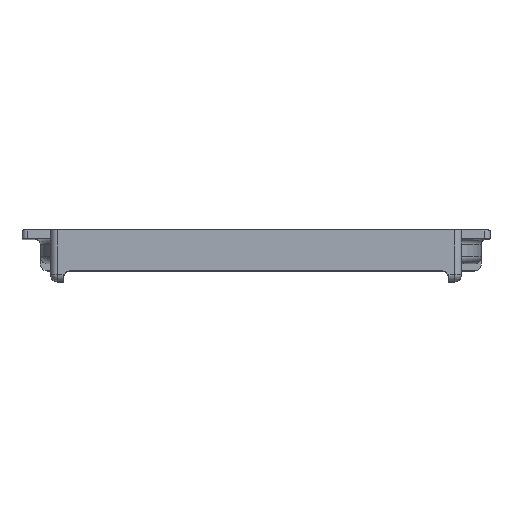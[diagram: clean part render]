
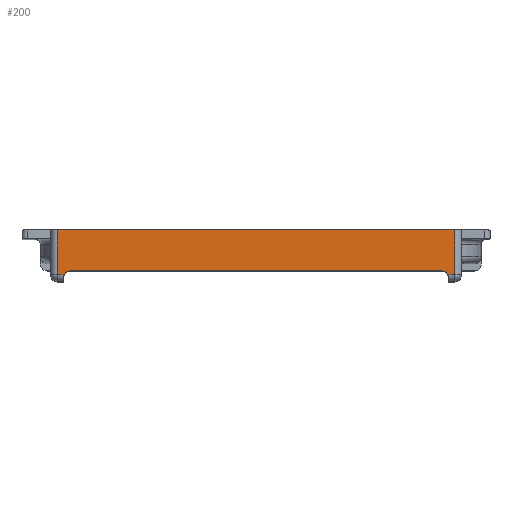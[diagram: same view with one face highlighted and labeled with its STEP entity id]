
A CAD part, top view. The second image highlights one B-rep face of the part: STEP entity #200.
In plain terms, the highlighted planar face has unit normal (0, 0, 1).
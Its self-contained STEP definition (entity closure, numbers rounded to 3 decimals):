
#200=ADVANCED_FACE('',(#548),#549,.F.);
#548=FACE_OUTER_BOUND('',#1055,.T.);
#549=PLANE('',#1056);
#1055=EDGE_LOOP('',(#1759,#1760,#1761,#1762,#1763,#1764,#1765,#1766));
#1056=AXIS2_PLACEMENT_3D('',#1767,#1768,#1769);
#1759=ORIENTED_EDGE('',*,*,#3232,.F.);
#1760=ORIENTED_EDGE('',*,*,#3233,.T.);
#1761=ORIENTED_EDGE('',*,*,#3234,.T.);
#1762=ORIENTED_EDGE('',*,*,#3235,.T.);
#1763=ORIENTED_EDGE('',*,*,#3236,.T.);
#1764=ORIENTED_EDGE('',*,*,#3228,.F.);
#1765=ORIENTED_EDGE('',*,*,#3237,.T.);
#1766=ORIENTED_EDGE('',*,*,#3238,.T.);
#1767=CARTESIAN_POINT('',(-63.824,-292.624,115.53));
#1768=DIRECTION('',(0.,0.0,-1.0));
#1769=DIRECTION('',(1.0,0.0,0.));
#3228=EDGE_CURVE('',#3846,#3848,#3849,.T.);
#3232=EDGE_CURVE('',#3854,#3855,#3856,.T.);
#3233=EDGE_CURVE('',#3854,#3857,#3858,.T.);
#3234=EDGE_CURVE('',#3857,#3859,#3860,.F.);
#3235=EDGE_CURVE('',#3859,#3861,#3862,.T.);
#3236=EDGE_CURVE('',#3861,#3848,#3863,.T.);
#3237=EDGE_CURVE('',#3846,#3864,#3865,.F.);
#3238=EDGE_CURVE('',#3864,#3855,#3866,.T.);
#3846=VERTEX_POINT('',#4725);
#3848=VERTEX_POINT('',#4727);
#3849=LINE('',#4728,#4729);
#3854=VERTEX_POINT('',#4735);
#3855=VERTEX_POINT('',#4736);
#3856=LINE('',#4737,#4738);
#3857=VERTEX_POINT('',#4739);
#3858=CIRCLE('',#4740,2.0);
#3859=VERTEX_POINT('',#4741);
#3860=LINE('',#4742,#4743);
#3861=VERTEX_POINT('',#4744);
#3862=LINE('',#4745,#4746);
#3863=LINE('',#4747,#4748);
#3864=VERTEX_POINT('',#4749);
#3865=LINE('',#4750,#4751);
#3866=CIRCLE('',#4752,2.0);
#4725=CARTESIAN_POINT('',(-176.224,-302.624,115.53));
#4727=CARTESIAN_POINT('',(-176.224,-290.124,115.53));
#4728=CARTESIAN_POINT('',(-176.224,-292.624,115.53));
#4729=VECTOR('',#5949,1.0);
#4735=CARTESIAN_POINT('',(-67.524,-301.624,115.53));
#4736=CARTESIAN_POINT('',(-172.524,-301.624,115.53));
#4737=CARTESIAN_POINT('',(-63.824,-301.624,115.53));
#4738=VECTOR('',#5954,1.0);
#4739=CARTESIAN_POINT('',(-65.792,-302.624,115.53));
#4740=AXIS2_PLACEMENT_3D('',#5955,#5956,#5957);
#4741=CARTESIAN_POINT('',(-63.824,-302.624,115.53));
#4742=CARTESIAN_POINT('',(-63.824,-302.624,115.53));
#4743=VECTOR('',#5958,1.0);
#4744=CARTESIAN_POINT('',(-63.824,-290.124,115.53));
#4745=CARTESIAN_POINT('',(-63.824,-292.624,115.53));
#4746=VECTOR('',#5959,1.0);
#4747=CARTESIAN_POINT('',(-63.824,-290.124,115.53));
#4748=VECTOR('',#5960,1.0);
#4749=CARTESIAN_POINT('',(-174.256,-302.624,115.53));
#4750=CARTESIAN_POINT('',(-174.524,-302.624,115.53));
#4751=VECTOR('',#5961,1.0);
#4752=AXIS2_PLACEMENT_3D('',#5962,#5963,#5964);
#5949=DIRECTION('',(0.0,1.0,0.0));
#5954=DIRECTION('',(-1.0,0.0,0.));
#5955=CARTESIAN_POINT('',(-67.524,-303.624,115.53));
#5956=DIRECTION('',(0.,0.0,-1.0));
#5957=DIRECTION('',(1.0,0.0,0.));
#5958=DIRECTION('',(-1.0,0.0,0.));
#5959=DIRECTION('',(0.0,1.0,0.0));
#5960=DIRECTION('',(-1.0,0.0,0.));
#5961=DIRECTION('',(-1.0,0.0,0.));
#5962=CARTESIAN_POINT('',(-172.524,-303.624,115.53));
#5963=DIRECTION('',(0.,0.0,-1.0));
#5964=DIRECTION('',(1.0,0.0,0.));
